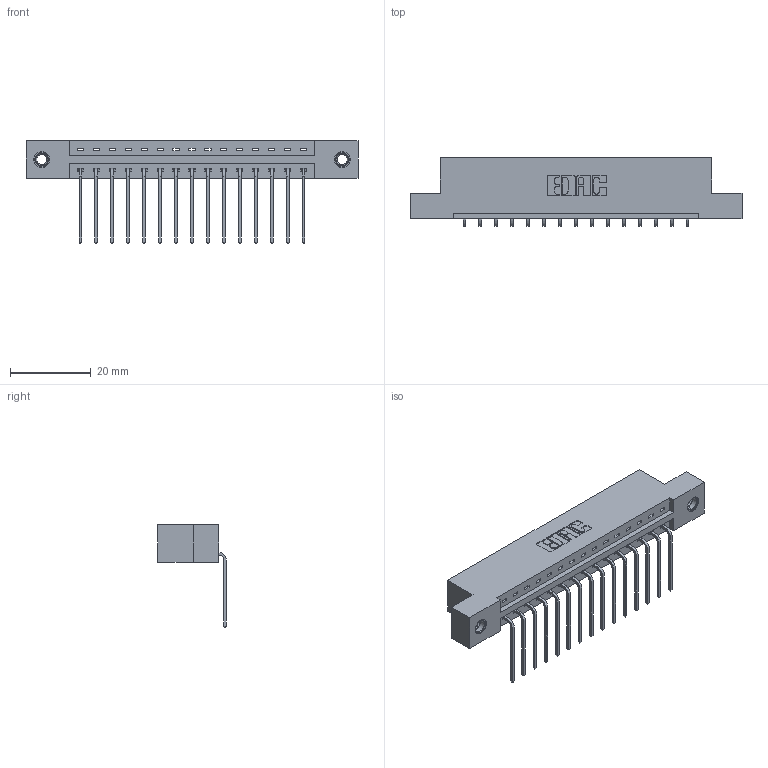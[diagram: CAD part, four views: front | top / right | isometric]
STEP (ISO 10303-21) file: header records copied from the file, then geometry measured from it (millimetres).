
FILE_DESCRIPTION (( 'STEP AP203' ), '1' );
FILE_NAME ('337-015-559-107.STEP', '2019-09-28T17:03:51', ( '' ), ( '' ), 'SwSTEP 2.0', 'SolidWorks 2016', '' );
FILE_SCHEMA (( 'CONFIG_CONTROL_DESIGN' ));
Length unit declared in the file: inch
Products named in the file (4): 337-015-559-107; 337 Part_Flush Mounting Lugs - 0.156 Dia-TI; 345-292-001_558 559 Tail - 1; 345-250-001_345-250-005-103
Assembly tree (18 placements, depth 2):
  337-015-559-107
    337 Part_Flush Mounting Lugs - 0.156 Dia-TI
    345-292-001_558 559 Tail - 1  x15
    345-250-001_345-250-005-103  x2
Bounding box: 82.45 x 17.09 x 25.53 mm (x, y, z)
Volume: 8267.7 mm3; surface area: 8741.7 mm2
Topology: 18 solids, 18 shells, 1134 faces, 3357 edges, 2210 vertices
Faces by surface type: plane 822, cylinder 296, cone 12, torus 4
Entity records: 15912 total; most frequent: CARTESIAN_POINT 2750, ORIENTED_EDGE 2694, DIRECTION 2403, EDGE_CURVE 1347, LINE 1199, VECTOR 1199, VERTEX_POINT 892, AXIS2_PLACEMENT_3D 602
